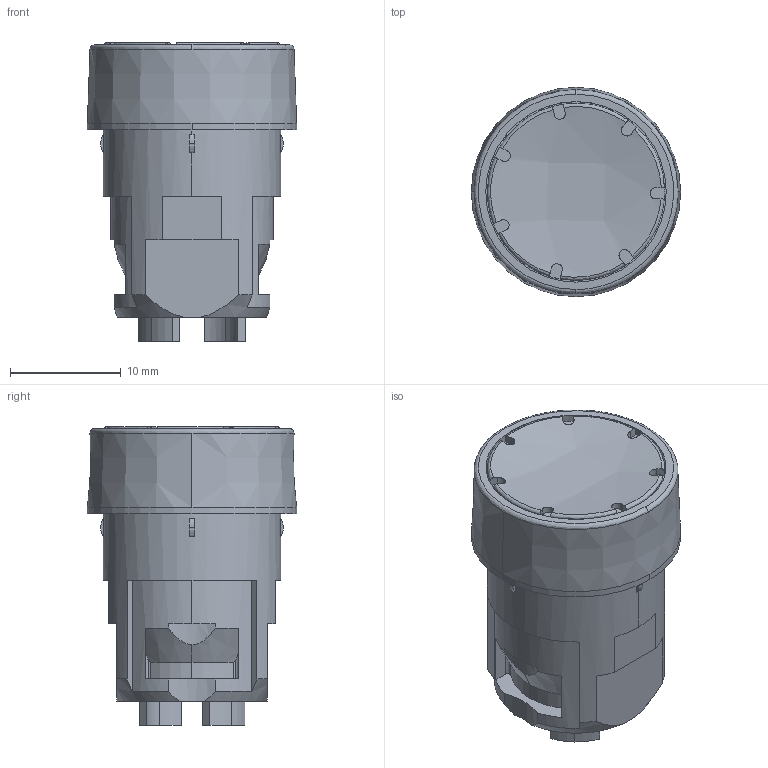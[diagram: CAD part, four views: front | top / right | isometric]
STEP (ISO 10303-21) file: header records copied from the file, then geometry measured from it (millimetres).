
FILE_DESCRIPTION(('STEP AP214'),'1');
FILE_NAME('cctmp_8155578C-50EB-4A11-B8EA-6123CEEAFD43_2023_08_14_22_16_06_0738..stp','2023-08-14T20:16:07',('SIEMENS A&D'),('CADClick - www.CADClick.com'),'Spatial InterOp 3D postprocessed',' ','unknown authorization');
FILE_SCHEMA(('AUTOMOTIVE_DESIGN'));
Length unit declared in the file: millimetre
Products named in the file (1): 2023_08_14_22_16_06_0717
Bounding box: 18.9 x 18.9 x 27 mm (x, y, z)
Volume: 4504.4 mm3; surface area: 2915 mm2
Topology: 1 solids, 3 shells, 177 faces, 494 edges, 328 vertices
Faces by surface type: plane 77, cylinder 70, bspline 18, cone 12
Entity records: 6856 total; most frequent: CARTESIAN_POINT 1832, ORIENTED_EDGE 988, DIRECTION 899, EDGE_CURVE 494, AXIS2_PLACEMENT_3D 353, VERTEX_POINT 328, LINE 193, CIRCLE 193
